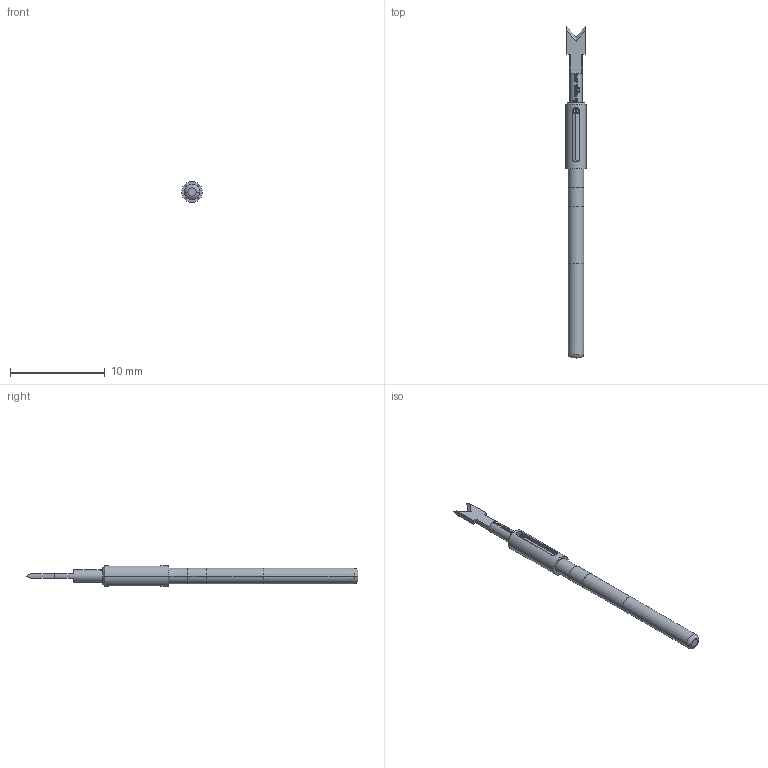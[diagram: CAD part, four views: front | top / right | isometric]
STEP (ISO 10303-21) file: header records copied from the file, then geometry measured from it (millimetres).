
FILE_DESCRIPTION (( 'STEP AP203' ), '1' );
FILE_NAME ('INGUN_GKS-710_221_050_A_xx07_S.STEP', '2021-12-20T09:32:46', ( 'ochi' ), ( '' ), 'SwSTEP 2.0', 'SolidWorks 2018', '' );
FILE_SCHEMA (( 'CONFIG_CONTROL_DESIGN' ));
Length unit declared in the file: millimetre
Products named in the file (1): INGUN_GKS-710_221_050_A_xx07_S
Bounding box: 2.2 x 35.1 x 2.2 mm (x, y, z)
Volume: 72.8 mm3; surface area: 202.5 mm2
Topology: 1 solids, 1 shells, 145 faces, 394 edges, 259 vertices
Faces by surface type: plane 67, cylinder 44, bspline 22, cone 10, torus 2
Entity records: 5007 total; most frequent: CARTESIAN_POINT 1436, ORIENTED_EDGE 788, DIRECTION 656, EDGE_CURVE 394, VERTEX_POINT 259, AXIS2_PLACEMENT_3D 249, LINE 158, VECTOR 158
